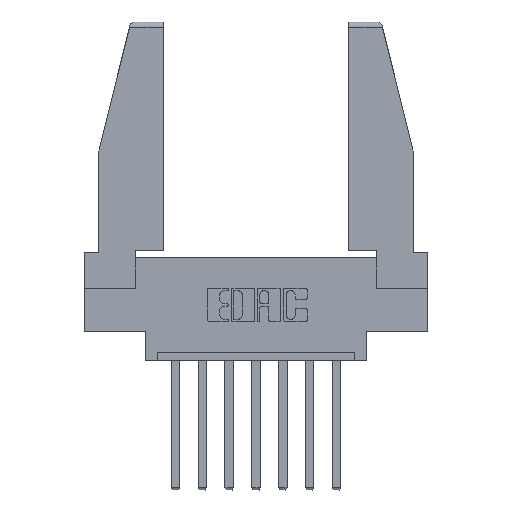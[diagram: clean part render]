
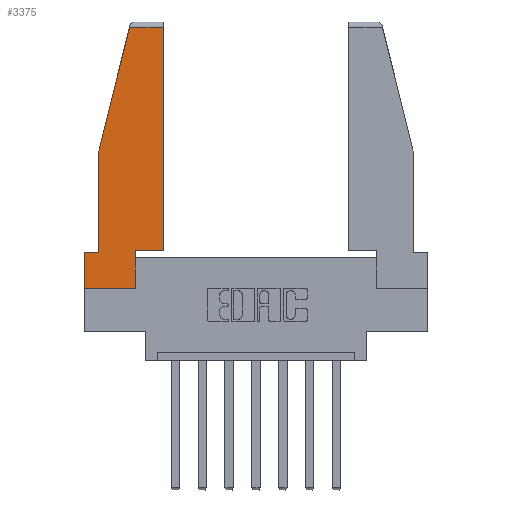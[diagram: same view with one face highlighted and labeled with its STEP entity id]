
A CAD part, top view. The second image highlights one B-rep face of the part: STEP entity #3375.
In plain terms, the highlighted planar face has unit normal (0, 0, 1).
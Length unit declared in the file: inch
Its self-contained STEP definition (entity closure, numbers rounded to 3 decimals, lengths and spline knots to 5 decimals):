
#116 = CARTESIAN_POINT ( 'NONE',  ( 0., 0.21, 0. ) ) ;
#203 = VECTOR ( 'NONE', #3066, 39.37008 ) ;
#356 = CARTESIAN_POINT ( 'NONE',  ( 0., 0.21, 0. ) ) ;
#521 = DIRECTION ( 'NONE',  ( 1., 0., 0. ) ) ;
#583 = VERTEX_POINT ( 'NONE', #4897 ) ;
#621 = LINE ( 'NONE', #8804, #10326 ) ;
#1306 = ORIENTED_EDGE ( 'NONE', *, *, #7977, .T. ) ;
#1455 = FACE_OUTER_BOUND ( 'NONE', #6258, .T. ) ;
#1638 = CARTESIAN_POINT ( 'NONE',  ( 0.297, 0., 0. ) ) ;
#1796 = EDGE_CURVE ( 'NONE', #7667, #11235, #10620, .T. ) ;
#2054 = CARTESIAN_POINT ( 'NONE',  ( 0.297, 0., 0. ) ) ;
#2065 = CARTESIAN_POINT ( 'NONE',  ( 0.086, 0.8, 0. ) ) ;
#2191 = VERTEX_POINT ( 'NONE', #2898 ) ;
#2199 = CARTESIAN_POINT ( 'NONE',  ( 0.461, 0.223, 0. ) ) ;
#2381 = CARTESIAN_POINT ( 'NONE',  ( 0.086, 0.8, 0. ) ) ;
#2450 = VERTEX_POINT ( 'NONE', #2065 ) ;
#2898 = CARTESIAN_POINT ( 'NONE',  ( 0., 0., 0. ) ) ;
#2922 = AXIS2_PLACEMENT_3D ( 'NONE', #10005, #7010, #521 ) ;
#3066 = DIRECTION ( 'NONE',  ( -1., 0., 0. ) ) ;
#3202 = ORIENTED_EDGE ( 'NONE', *, *, #4937, .T. ) ;
#3304 = LINE ( 'NONE', #5255, #6282 ) ;
#3357 = CARTESIAN_POINT ( 'NONE',  ( 0.461, 1.52, 0. ) ) ;
#3375 = ADVANCED_FACE ( 'NONE', ( #1455 ), #10784, .T. ) ;
#3435 = ORIENTED_EDGE ( 'NONE', *, *, #5635, .T. ) ;
#3742 = DIRECTION ( 'NONE',  ( 1., 0., 0. ) ) ;
#3831 = VECTOR ( 'NONE', #8722, 39.37008 ) ;
#3871 = DIRECTION ( 'NONE',  ( 1., 0., 0. ) ) ;
#4089 = DIRECTION ( 'NONE',  ( 0., -1., 0. ) ) ;
#4253 = CARTESIAN_POINT ( 'NONE',  ( 0.461, 0.223, 0. ) ) ;
#4561 = EDGE_CURVE ( 'NONE', #2450, #7667, #4792, .T. ) ;
#4631 = DIRECTION ( 'NONE',  ( -1., 0., 0. ) ) ;
#4679 = ORIENTED_EDGE ( 'NONE', *, *, #4561, .T. ) ;
#4792 = LINE ( 'NONE', #2381, #10712 ) ;
#4794 = CARTESIAN_POINT ( 'NONE',  ( 0., 1.52, 0. ) ) ;
#4897 = CARTESIAN_POINT ( 'NONE',  ( 0.2636, 1.52, 0. ) ) ;
#4937 = EDGE_CURVE ( 'NONE', #8670, #10473, #5686, .T. ) ;
#5182 = EDGE_CURVE ( 'NONE', #583, #2450, #3304, .T. ) ;
#5255 = CARTESIAN_POINT ( 'NONE',  ( 0.271, 1.55, 0. ) ) ;
#5469 = LINE ( 'NONE', #5700, #10775 ) ;
#5635 = EDGE_CURVE ( 'NONE', #8944, #8670, #6566, .T. ) ;
#5686 = LINE ( 'NONE', #7518, #11119 ) ;
#5689 = ORIENTED_EDGE ( 'NONE', *, *, #5182, .T. ) ;
#5700 = CARTESIAN_POINT ( 'NONE',  ( 0., 0., 0. ) ) ;
#6258 = EDGE_LOOP ( 'NONE', ( #7802, #8702, #5689, #4679, #10951, #11407, #1306, #3435, #3202 ) ) ;
#6282 = VECTOR ( 'NONE', #9966, 39.37008 ) ;
#6566 = LINE ( 'NONE', #1638, #7304 ) ;
#7010 = DIRECTION ( 'NONE',  ( 0., 0., 1. ) ) ;
#7264 = VERTEX_POINT ( 'NONE', #3357 ) ;
#7304 = VECTOR ( 'NONE', #8246, 39.37008 ) ;
#7518 = CARTESIAN_POINT ( 'NONE',  ( 0.297, 0.223, 0. ) ) ;
#7667 = VERTEX_POINT ( 'NONE', #11652 ) ;
#7802 = ORIENTED_EDGE ( 'NONE', *, *, #8054, .T. ) ;
#7854 = LINE ( 'NONE', #2199, #3831 ) ;
#7977 = EDGE_CURVE ( 'NONE', #2191, #8944, #5469, .T. ) ;
#8054 = EDGE_CURVE ( 'NONE', #10473, #7264, #7854, .T. ) ;
#8246 = DIRECTION ( 'NONE',  ( 0., 1., 0. ) ) ;
#8670 = VERTEX_POINT ( 'NONE', #9176 ) ;
#8702 = ORIENTED_EDGE ( 'NONE', *, *, #9424, .T. ) ;
#8722 = DIRECTION ( 'NONE',  ( 0., 1., 0. ) ) ;
#8804 = CARTESIAN_POINT ( 'NONE',  ( 0., 0.21, 0. ) ) ;
#8944 = VERTEX_POINT ( 'NONE', #2054 ) ;
#9176 = CARTESIAN_POINT ( 'NONE',  ( 0.297, 0.223, 0. ) ) ;
#9424 = EDGE_CURVE ( 'NONE', #7264, #583, #11890, .T. ) ;
#9966 = DIRECTION ( 'NONE',  ( -0.239, -0.971, 0. ) ) ;
#10005 = CARTESIAN_POINT ( 'NONE',  ( 0., 0., 0. ) ) ;
#10326 = VECTOR ( 'NONE', #4089, 39.37008 ) ;
#10473 = VERTEX_POINT ( 'NONE', #4253 ) ;
#10620 = LINE ( 'NONE', #356, #203 ) ;
#10712 = VECTOR ( 'NONE', #10777, 39.37008 ) ;
#10775 = VECTOR ( 'NONE', #3871, 39.37008 ) ;
#10777 = DIRECTION ( 'NONE',  ( 0., -1., 0. ) ) ;
#10784 = PLANE ( 'NONE',  #2922 ) ;
#10880 = VECTOR ( 'NONE', #4631, 39.37008 ) ;
#10951 = ORIENTED_EDGE ( 'NONE', *, *, #1796, .T. ) ;
#11119 = VECTOR ( 'NONE', #3742, 39.37008 ) ;
#11235 = VERTEX_POINT ( 'NONE', #116 ) ;
#11407 = ORIENTED_EDGE ( 'NONE', *, *, #11504, .T. ) ;
#11504 = EDGE_CURVE ( 'NONE', #11235, #2191, #621, .T. ) ;
#11652 = CARTESIAN_POINT ( 'NONE',  ( 0.086, 0.21, 0. ) ) ;
#11890 = LINE ( 'NONE', #4794, #10880 ) ;
